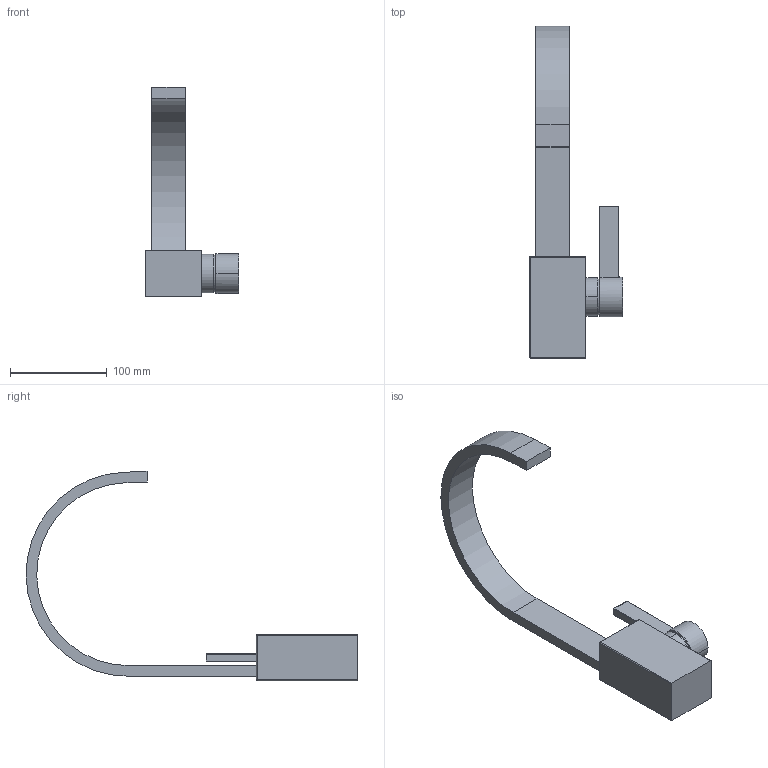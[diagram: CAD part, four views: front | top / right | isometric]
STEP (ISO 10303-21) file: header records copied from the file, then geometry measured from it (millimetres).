
FILE_DESCRIPTION (( 'STEP AP203' ), '1' );
FILE_NAME ('33526782-00.STEP', '2018-07-03T15:01:06', ( '' ), ( '' ), 'SwSTEP 2.0', 'SolidWorks 2017', '' );
FILE_SCHEMA (( 'CONFIG_CONTROL_DESIGN' ));
Length unit declared in the file: millimetre
Products named in the file (6): Planungsmodell_Hebel-+-09.20.78.057-01_-; 33526782-00; Planungsmodell_Koerper-+-09.19.78.023.90-01_K1; Planungsmodell_Auslauf-+-33.513.780-02_ _K9_35x11_312_R100; Planungsmodell_Rohr_Gerade-+-09.30.01.113-01_-_K4_D40x12; Planungsmodell_Rohr_Gerade-+-09.30.01.113-01_-_K5_D38x2
Assembly tree (5 placements, depth 2):
  33526782-00
    Planungsmodell_Koerper-+-09.19.78.023.90-01_K1
    Planungsmodell_Auslauf-+-33.513.780-02_ _K9_35x11_312_R100
    Planungsmodell_Rohr_Gerade-+-09.30.01.113-01_-_K4_D40x12
    Planungsmodell_Rohr_Gerade-+-09.30.01.113-01_-_K5_D38x2
    Planungsmodell_Hebel-+-09.20.78.057-01_-
Bounding box: 96.5 x 342.98 x 216.25 mm (x, y, z)
Volume: 560763 mm3; surface area: 94448.3 mm2
Topology: 5 solids, 5 shells, 64 faces, 141 edges, 81 vertices
Faces by surface type: cylinder 25, plane 24, sphere 6, bspline 6, torus 3
Entity records: 2441 total; most frequent: CARTESIAN_POINT 470, DIRECTION 303, ORIENTED_EDGE 270, EDGE_CURVE 135, AXIS2_PLACEMENT_3D 120, VERTEX_POINT 81, ADVANCED_FACE 64, FACE_OUTER_BOUND 64
